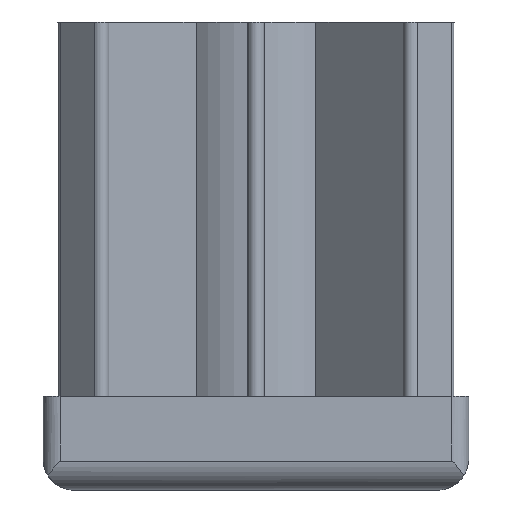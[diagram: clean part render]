
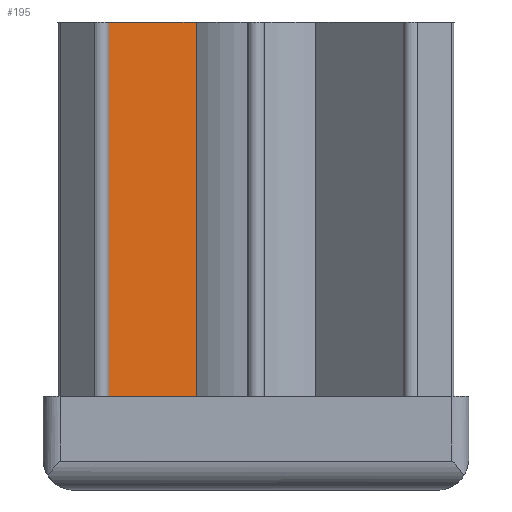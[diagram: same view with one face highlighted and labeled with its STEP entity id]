
A CAD part, front view. The second image highlights one B-rep face of the part: STEP entity #195.
In plain terms, the highlighted planar face has unit normal (0.707, -0.707, 0).
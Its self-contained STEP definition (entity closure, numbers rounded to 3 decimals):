
#195 = ADVANCED_FACE( '', ( #401 ), #402, .F. );
#401 = FACE_OUTER_BOUND( '', #616, .T. );
#402 = PLANE( '', #617 );
#616 = EDGE_LOOP( '', ( #1144, #1145, #1146, #1147 ) );
#617 = AXIS2_PLACEMENT_3D( '', #1148, #1149, #1150 );
#1144 = ORIENTED_EDGE( '', *, *, #1439, .T. );
#1145 = ORIENTED_EDGE( '', *, *, #1496, .T. );
#1146 = ORIENTED_EDGE( '', *, *, #1415, .F. );
#1147 = ORIENTED_EDGE( '', *, *, #1526, .F. );
#1148 = CARTESIAN_POINT( '', ( -18.879, -20.293, 55. ) );
#1149 = DIRECTION( '', ( -0.707, 0.707, 0. ) );
#1150 = DIRECTION( '', ( -0.707, -0.707, 0. ) );
#1415 = EDGE_CURVE( '', #1745, #1746, #1747, .T. );
#1439 = EDGE_CURVE( '', #1782, #1780, #1783, .T. );
#1496 = EDGE_CURVE( '', #1780, #1746, #1862, .T. );
#1526 = EDGE_CURVE( '', #1782, #1745, #1898, .T. );
#1745 = VERTEX_POINT( '', #2311 );
#1746 = VERTEX_POINT( '', #2312 );
#1747 = LINE( '', #2313, #2314 );
#1780 = VERTEX_POINT( '', #2357 );
#1782 = VERTEX_POINT( '', #2360 );
#1783 = LINE( '', #2361, #2362 );
#1862 = LINE( '', #2490, #2491 );
#1898 = LINE( '', #2541, #2542 );
#2311 = CARTESIAN_POINT( '', ( -7.039, -8.453, 55. ) );
#2312 = CARTESIAN_POINT( '', ( -7.039, -8.453, 11. ) );
#2313 = CARTESIAN_POINT( '', ( -7.039, -8.453, 55. ) );
#2314 = VECTOR( '', #2697, 1000. );
#2357 = CARTESIAN_POINT( '', ( -18.879, -20.293, 11. ) );
#2360 = CARTESIAN_POINT( '', ( -18.879, -20.293, 55. ) );
#2361 = CARTESIAN_POINT( '', ( -18.879, -20.293, 55. ) );
#2362 = VECTOR( '', #2727, 1000. );
#2490 = CARTESIAN_POINT( '', ( -18.879, -20.293, 11. ) );
#2491 = VECTOR( '', #2807, 1000. );
#2541 = CARTESIAN_POINT( '', ( -18.879, -20.293, 55. ) );
#2542 = VECTOR( '', #2831, 1000. );
#2697 = DIRECTION( '', ( 0., 0., -1. ) );
#2727 = DIRECTION( '', ( 0., 0., -1. ) );
#2807 = DIRECTION( '', ( 0.707, 0.707, 0. ) );
#2831 = DIRECTION( '', ( 0.707, 0.707, 0. ) );
